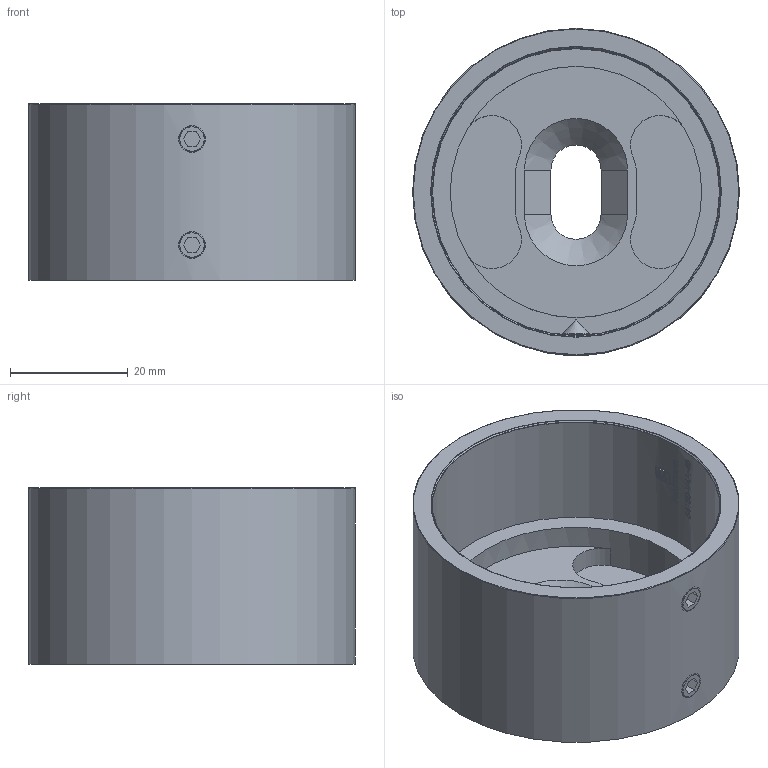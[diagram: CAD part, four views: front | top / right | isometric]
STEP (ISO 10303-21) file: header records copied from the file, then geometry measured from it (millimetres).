
FILE_DESCRIPTION (( 'STEP AP203' ), '1' );
FILE_NAME ('54180-V4A-48.step', '2021-11-11T12:51:54', ( '' ), ( '' ), 'SwSTEP 2.0', 'SolidWorks 2018', '' );
FILE_SCHEMA (( 'CONFIG_CONTROL_DESIGN' ));
Length unit declared in the file: millimetre
Products named in the file (8): socket set screw cone point_din_DIN 914 - M5 x 6-S; socket set screw cone point_din; 54180-240-XX Teil2_54180-V4A-48 Teil2; 54180-240-XX Teil2; 54180-V4A-48; 54180-240-XX Teil1; 54180-240-XX Teil1_54180-V4A-48 Teil1
Assembly tree (4 placements, depth 2):
  socket set screw cone point_din
  54180-240-XX Teil2
  54180-V4A-48
    54180-240-XX Teil1_54180-V4A-48 Teil1
    54180-240-XX Teil2_54180-V4A-48 Teil2
    socket set screw cone point_din_DIN 914 - M5 x 6-S  x2
  54180-240-XX Teil1
  socket set screw cone point_din
Bounding box: 55.5 x 55.5 x 30 mm (x, y, z)
Volume: 24938.5 mm3; surface area: 17562.6 mm2
Topology: 4 solids, 4 shells, 403 faces, 1035 edges, 677 vertices
Faces by surface type: plane 185, bspline 119, cylinder 62, cone 34, torus 3
Full cylindrical faces by diameter (mm): 4.2 x2, 5 x10, 42.3 x1, 42.7 x1, 46.7 x1, 48.7 x2, 48.8 x1, 55.5 x1
Entity records: 16618 total; most frequent: CARTESIAN_POINT 7586, ORIENTED_EDGE 1864, DIRECTION 1368, EDGE_CURVE 932, VERTEX_POINT 634, VECTOR 460, LINE 460, EDGE_LOOP 454
